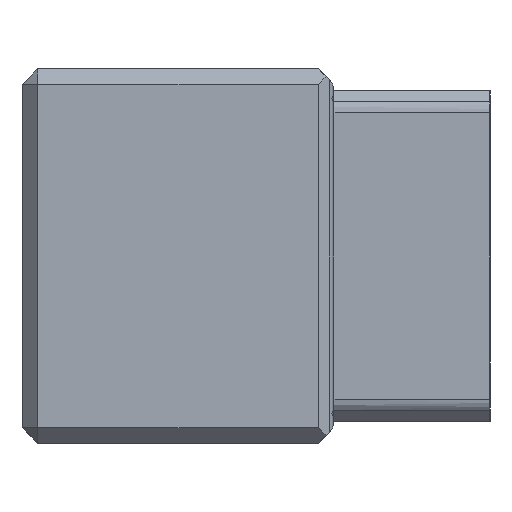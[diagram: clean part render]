
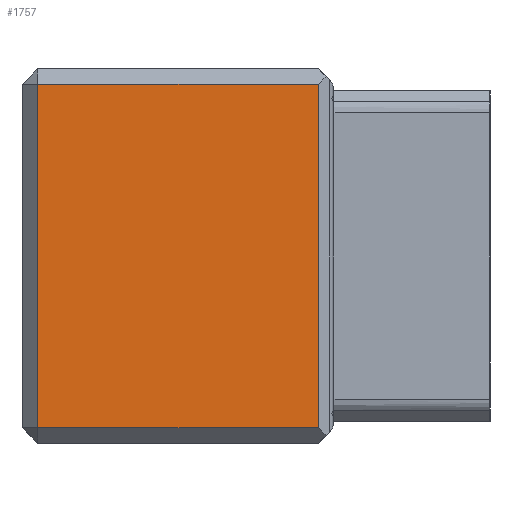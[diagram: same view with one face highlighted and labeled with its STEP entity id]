
A CAD part, left-side view. The second image highlights one B-rep face of the part: STEP entity #1757.
In plain terms, the highlighted planar face has unit normal (-1, 0, 0).
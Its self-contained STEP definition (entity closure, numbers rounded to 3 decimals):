
#165=ORIENTED_EDGE('',*,*,#648,.T.);
#166=ORIENTED_EDGE('',*,*,#649,.T.);
#167=ORIENTED_EDGE('',*,*,#650,.T.);
#168=ORIENTED_EDGE('',*,*,#651,.T.);
#648=EDGE_CURVE('',#887,#888,#1055,.T.);
#649=EDGE_CURVE('',#888,#889,#1056,.T.);
#650=EDGE_CURVE('',#889,#890,#1057,.T.);
#651=EDGE_CURVE('',#890,#887,#1058,.T.);
#887=VERTEX_POINT('',#2642);
#888=VERTEX_POINT('',#2643);
#889=VERTEX_POINT('',#2645);
#890=VERTEX_POINT('',#2647);
#1055=LINE('',#2641,#1263);
#1056=LINE('',#2644,#1264);
#1057=LINE('',#2646,#1265);
#1058=LINE('',#2648,#1266);
#1263=VECTOR('',#2110,1000.);
#1264=VECTOR('',#2111,1000.);
#1265=VECTOR('',#2112,1000.);
#1266=VECTOR('',#2113,1000.);
#1422=EDGE_LOOP('',(#165,#166,#167,#168));
#1551=FACE_BOUND('',#1422,.T.);
#1677=PLANE('',#1877);
#1757=ADVANCED_FACE('',(#1551),#1677,.T.);
#1877=AXIS2_PLACEMENT_3D('',#2640,#2108,#2109);
#2108=DIRECTION('',(-1.,0.,0.));
#2109=DIRECTION('',(0.,1.,0.));
#2110=DIRECTION('',(0.,-1.,0.));
#2111=DIRECTION('',(0.,0.,1.));
#2112=DIRECTION('',(0.,1.,0.));
#2113=DIRECTION('',(0.,0.,-1.));
#2640=CARTESIAN_POINT('',(0.,10.,-6.));
#2641=CARTESIAN_POINT('',(0.,10.,-11.5));
#2642=CARTESIAN_POINT('',(0.,9.5,-11.5));
#2643=CARTESIAN_POINT('',(0.,0.5,-11.5));
#2644=CARTESIAN_POINT('',(0.,0.5,-0.5));
#2645=CARTESIAN_POINT('',(0.,0.5,-0.5));
#2646=CARTESIAN_POINT('',(0.,10.,-0.5));
#2647=CARTESIAN_POINT('',(0.,9.5,-0.5));
#2648=CARTESIAN_POINT('',(0.,9.5,-6.));
